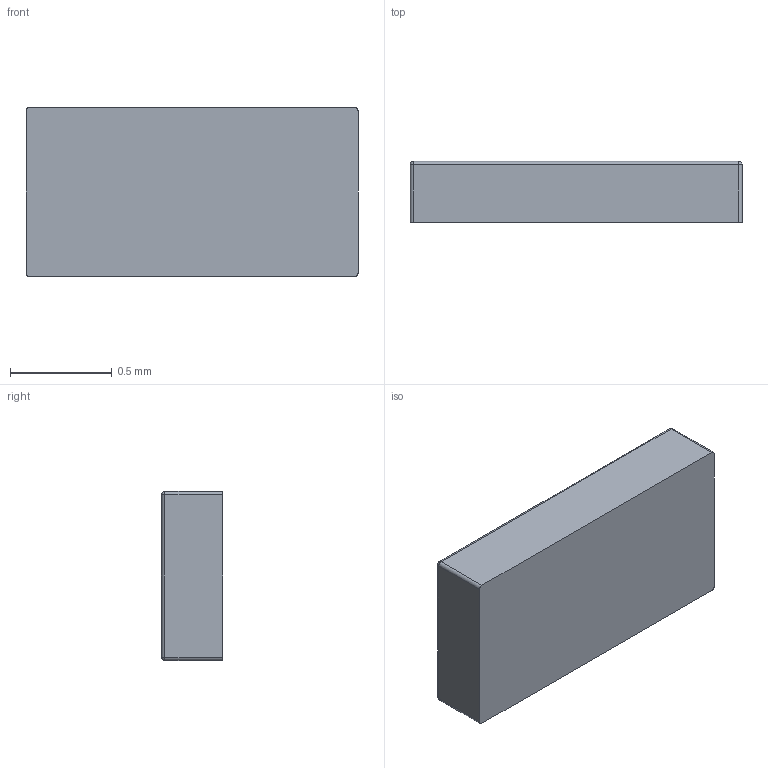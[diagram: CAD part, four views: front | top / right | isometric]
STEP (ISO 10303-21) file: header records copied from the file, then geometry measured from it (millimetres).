
FILE_DESCRIPTION (( 'STEP AP214' ), '1' );
FILE_NAME ( 'DIODES_X3-WLB1608-2_V2.STEP', '2020-09-21T13:14:07', ( '' ), ( '' ), '', '©2017 PCB Libraries, Inc.', '' );
FILE_SCHEMA (( 'AUTOMOTIVE_DESIGN' ));
Length unit declared in the file: millimetre
Products named in the file (1): DIODES_X3-WLB1608-2_V2
Bounding box: 1.63 x 0.3 x 0.83 mm (x, y, z)
Volume: 0.4 mm3; surface area: 4.1 mm2
Topology: 1 solids, 1 shells, 21 faces, 46 edges, 24 vertices
Faces by surface type: cylinder 10, plane 7, sphere 4
Entity records: 642 total; most frequent: DIRECTION 106, CARTESIAN_POINT 88, ORIENTED_EDGE 84, AXIS2_PLACEMENT_3D 42, EDGE_CURVE 42, VERTEX_POINT 24, STYLED_ITEM 23, PRESENTATION_LAYER_ASSIGNMENT 23
